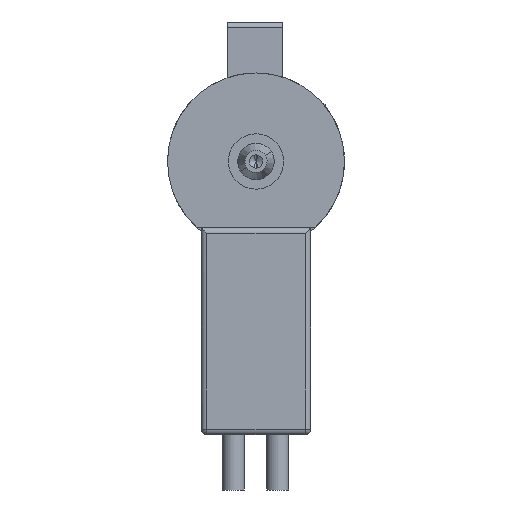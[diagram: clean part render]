
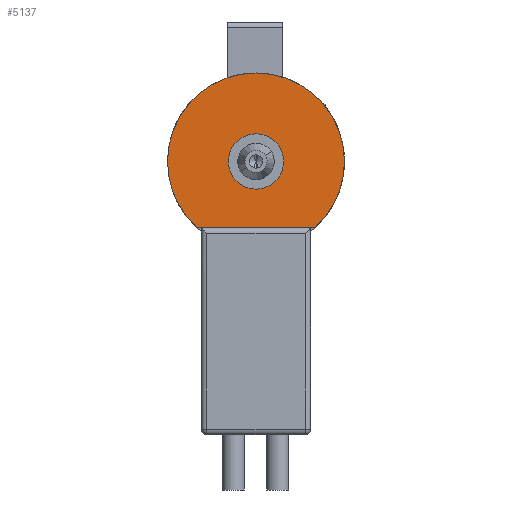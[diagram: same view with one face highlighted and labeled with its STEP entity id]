
A CAD part, front view. The second image highlights one B-rep face of the part: STEP entity #5137.
In plain terms, the highlighted planar face has unit normal (0, -1, 0).
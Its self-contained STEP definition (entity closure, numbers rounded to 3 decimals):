
#23 = AXIS2_PLACEMENT_3D ( 'NONE', #2466, #4092, #357 ) ;
#69 = VERTEX_POINT ( 'NONE', #3233 ) ;
#357 = DIRECTION ( 'NONE',  ( 0., 0., 1. ) ) ;
#414 = EDGE_CURVE ( 'NONE', #1374, #69, #2872, .T. ) ;
#519 = EDGE_CURVE ( 'NONE', #2675, #4626, #2668, .T. ) ;
#736 = AXIS2_PLACEMENT_3D ( 'NONE', #4795, #3458, #5233 ) ;
#761 = FACE_BOUND ( 'NONE', #2853, .T. ) ;
#893 = VERTEX_POINT ( 'NONE', #894 ) ;
#894 = CARTESIAN_POINT ( 'NONE',  ( -5.25, 0., -6.036 ) ) ;
#910 = VECTOR ( 'NONE', #3667, 1000. ) ;
#1082 = DIRECTION ( 'NONE',  ( 0., 0., 1. ) ) ;
#1168 = DIRECTION ( 'NONE',  ( 0., 0., -1. ) ) ;
#1255 = AXIS2_PLACEMENT_3D ( 'NONE', #3723, #2016, #1168 ) ;
#1261 = CARTESIAN_POINT ( 'NONE',  ( 0., 0., -6. ) ) ;
#1318 = ORIENTED_EDGE ( 'NONE', *, *, #4963, .F. ) ;
#1374 = VERTEX_POINT ( 'NONE', #4774 ) ;
#1453 = LINE ( 'NONE', #4835, #1820 ) ;
#1533 = VERTEX_POINT ( 'NONE', #4946 ) ;
#1591 = ORIENTED_EDGE ( 'NONE', *, *, #1679, .F. ) ;
#1679 = EDGE_CURVE ( 'NONE', #4626, #2675, #4892, .T. ) ;
#1695 = CARTESIAN_POINT ( 'NONE',  ( 0., 0., 0. ) ) ;
#1820 = VECTOR ( 'NONE', #3503, 1000. ) ;
#1952 = CARTESIAN_POINT ( 'NONE',  ( 0., 0., -1.25 ) ) ;
#2016 = DIRECTION ( 'NONE',  ( 0., -1., 0. ) ) ;
#2061 = CARTESIAN_POINT ( 'NONE',  ( 0., 0., 8. ) ) ;
#2339 = EDGE_CURVE ( 'NONE', #1374, #893, #2907, .T. ) ;
#2466 = CARTESIAN_POINT ( 'NONE',  ( 0., 0., 0. ) ) ;
#2668 = CIRCLE ( 'NONE', #1255, 1.25 ) ;
#2675 = VERTEX_POINT ( 'NONE', #1952 ) ;
#2767 = ORIENTED_EDGE ( 'NONE', *, *, #5437, .F. ) ;
#2782 = FACE_OUTER_BOUND ( 'NONE', #5201, .T. ) ;
#2853 = EDGE_LOOP ( 'NONE', ( #4311, #1591 ) ) ;
#2872 = LINE ( 'NONE', #1261, #3594 ) ;
#2903 = DIRECTION ( 'NONE',  ( 0., 1., 0. ) ) ;
#2907 = LINE ( 'NONE', #5463, #910 ) ;
#2936 = CARTESIAN_POINT ( 'NONE',  ( 0., 0., 1.25 ) ) ;
#2998 = DIRECTION ( 'NONE',  ( 0., 1., 0. ) ) ;
#3210 = ORIENTED_EDGE ( 'NONE', *, *, #2339, .F. ) ;
#3219 = CARTESIAN_POINT ( 'NONE',  ( 0., 0., 0. ) ) ;
#3233 = CARTESIAN_POINT ( 'NONE',  ( 5.25, 0., -6. ) ) ;
#3236 = VERTEX_POINT ( 'NONE', #2061 ) ;
#3458 = DIRECTION ( 'NONE',  ( 0., -1., 0. ) ) ;
#3486 = DIRECTION ( 'NONE',  ( 0., 0., 1. ) ) ;
#3503 = DIRECTION ( 'NONE',  ( 0., 0., 1. ) ) ;
#3594 = VECTOR ( 'NONE', #3666, 1000. ) ;
#3666 = DIRECTION ( 'NONE',  ( 1., 0., 0. ) ) ;
#3667 = DIRECTION ( 'NONE',  ( 0., 0., -1. ) ) ;
#3723 = CARTESIAN_POINT ( 'NONE',  ( 0., 0., 0. ) ) ;
#3768 = ORIENTED_EDGE ( 'NONE', *, *, #4362, .F. ) ;
#4092 = DIRECTION ( 'NONE',  ( 0., 1., 0. ) ) ;
#4200 = CIRCLE ( 'NONE', #23, 8. ) ;
#4311 = ORIENTED_EDGE ( 'NONE', *, *, #519, .F. ) ;
#4362 = EDGE_CURVE ( 'NONE', #893, #3236, #4508, .T. ) ;
#4508 = CIRCLE ( 'NONE', #4865, 8. ) ;
#4626 = VERTEX_POINT ( 'NONE', #2936 ) ;
#4774 = CARTESIAN_POINT ( 'NONE',  ( -5.25, 0., -6. ) ) ;
#4795 = CARTESIAN_POINT ( 'NONE',  ( 0., 0., 0. ) ) ;
#4835 = CARTESIAN_POINT ( 'NONE',  ( 5.25, 0., 0. ) ) ;
#4865 = AXIS2_PLACEMENT_3D ( 'NONE', #1695, #2998, #3486 ) ;
#4884 = PLANE ( 'NONE',  #5458 ) ;
#4892 = CIRCLE ( 'NONE', #736, 1.25 ) ;
#4946 = CARTESIAN_POINT ( 'NONE',  ( 5.25, 0., -6.036 ) ) ;
#4951 = ORIENTED_EDGE ( 'NONE', *, *, #414, .T. ) ;
#4963 = EDGE_CURVE ( 'NONE', #1533, #69, #1453, .T. ) ;
#5137 = ADVANCED_FACE ( 'NONE', ( #761, #2782 ), #4884, .F. ) ;
#5201 = EDGE_LOOP ( 'NONE', ( #3210, #4951, #1318, #2767, #3768 ) ) ;
#5233 = DIRECTION ( 'NONE',  ( 0., 0., -1. ) ) ;
#5437 = EDGE_CURVE ( 'NONE', #3236, #1533, #4200, .T. ) ;
#5458 = AXIS2_PLACEMENT_3D ( 'NONE', #3219, #2903, #1082 ) ;
#5463 = CARTESIAN_POINT ( 'NONE',  ( -5.25, 0., 0. ) ) ;
